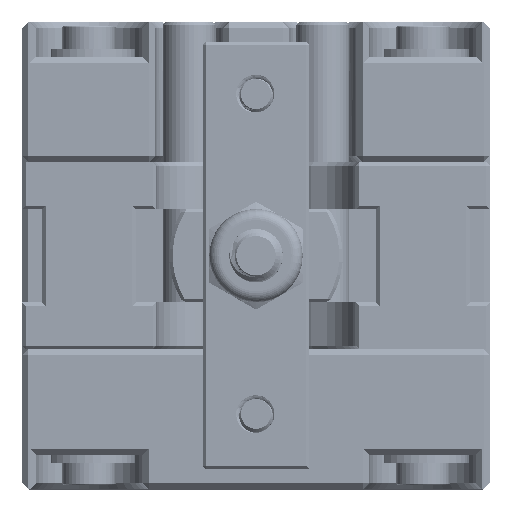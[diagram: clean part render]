
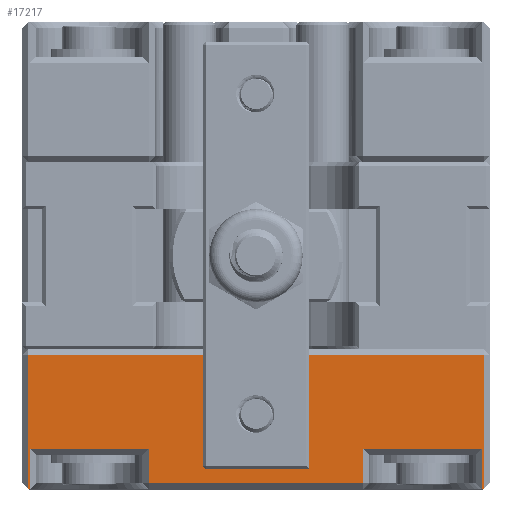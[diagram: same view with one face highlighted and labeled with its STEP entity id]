
A CAD part, front view. The second image highlights one B-rep face of the part: STEP entity #17217.
In plain terms, the highlighted planar face has unit normal (0, -1, 0).
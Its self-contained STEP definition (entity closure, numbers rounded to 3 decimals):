
#1678=PLANE('',#18447);
#2015=FACE_OUTER_BOUND('',#3068,.T.);
#3068=EDGE_LOOP('',(#11667,#11668,#11669,#11670,#11671,#11672,#11673,#11674,
#11675,#11676,#11677,#11678));
#4076=LINE('',#23546,#5247);
#4080=LINE('',#23553,#5251);
#4127=LINE('',#23665,#5298);
#4133=LINE('',#23677,#5304);
#4143=LINE('',#23698,#5314);
#4148=LINE('',#23711,#5319);
#4151=LINE('',#23716,#5322);
#4153=LINE('',#23720,#5324);
#4156=LINE('',#23725,#5327);
#4207=LINE('',#23831,#5378);
#4227=LINE('',#23874,#5398);
#4269=LINE('',#23957,#5440);
#5247=VECTOR('',#19706,10.);
#5251=VECTOR('',#19710,10.);
#5298=VECTOR('',#19817,10.);
#5304=VECTOR('',#19827,10.);
#5314=VECTOR('',#19849,10.);
#5319=VECTOR('',#19864,10.);
#5322=VECTOR('',#19869,10.);
#5324=VECTOR('',#19873,10.);
#5327=VECTOR('',#19878,10.);
#5378=VECTOR('',#19975,10.);
#5398=VECTOR('',#20015,10.);
#5440=VECTOR('',#20103,10.);
#6693=VERTEX_POINT('',#23531);
#6699=VERTEX_POINT('',#23543);
#6700=VERTEX_POINT('',#23545);
#6703=VERTEX_POINT('',#23551);
#6738=VERTEX_POINT('',#23664);
#6739=VERTEX_POINT('',#23668);
#6742=VERTEX_POINT('',#23676);
#6746=VERTEX_POINT('',#23692);
#6750=VERTEX_POINT('',#23710);
#6752=VERTEX_POINT('',#23719);
#6774=VERTEX_POINT('',#23791);
#6783=VERTEX_POINT('',#23824);
#8428=EDGE_CURVE('',#6699,#6700,#4076,.T.);
#8432=EDGE_CURVE('',#6703,#6693,#4080,.T.);
#8488=EDGE_CURVE('',#6693,#6738,#4127,.T.);
#8494=EDGE_CURVE('',#6739,#6742,#4133,.T.);
#8505=EDGE_CURVE('',#6746,#6739,#4143,.T.);
#8511=EDGE_CURVE('',#6750,#6746,#4148,.T.);
#8514=EDGE_CURVE('',#6738,#6750,#4151,.T.);
#8516=EDGE_CURVE('',#6752,#6699,#4153,.T.);
#8519=EDGE_CURVE('',#6742,#6752,#4156,.T.);
#8572=EDGE_CURVE('',#6700,#6774,#4207,.T.);
#8594=EDGE_CURVE('',#6783,#6703,#4227,.T.);
#8638=EDGE_CURVE('',#6774,#6783,#4269,.T.);
#11667=ORIENTED_EDGE('',*,*,#8488,.F.);
#11668=ORIENTED_EDGE('',*,*,#8432,.F.);
#11669=ORIENTED_EDGE('',*,*,#8594,.F.);
#11670=ORIENTED_EDGE('',*,*,#8638,.F.);
#11671=ORIENTED_EDGE('',*,*,#8572,.F.);
#11672=ORIENTED_EDGE('',*,*,#8428,.F.);
#11673=ORIENTED_EDGE('',*,*,#8516,.F.);
#11674=ORIENTED_EDGE('',*,*,#8519,.F.);
#11675=ORIENTED_EDGE('',*,*,#8494,.F.);
#11676=ORIENTED_EDGE('',*,*,#8505,.F.);
#11677=ORIENTED_EDGE('',*,*,#8511,.F.);
#11678=ORIENTED_EDGE('',*,*,#8514,.F.);
#17217=ADVANCED_FACE('',(#2015),#1678,.F.);
#18447=AXIS2_PLACEMENT_3D('',#24033,#20207,#20208);
#19706=DIRECTION('',(-1.,0.,0.));
#19710=DIRECTION('',(-1.,0.,0.));
#19817=DIRECTION('',(0.,0.,1.));
#19827=DIRECTION('',(0.,0.,1.));
#19849=DIRECTION('',(-1.,0.,0.));
#19864=DIRECTION('',(0.,0.,-1.));
#19869=DIRECTION('',(-1.,0.,0.));
#19873=DIRECTION('',(0.,0.,-1.));
#19878=DIRECTION('',(-1.,0.,0.));
#19975=DIRECTION('',(0.,0.,1.));
#20015=DIRECTION('',(0.,0.,-1.));
#20103=DIRECTION('',(1.,0.,0.));
#20207=DIRECTION('center_axis',(0.,1.,0.));
#20208=DIRECTION('ref_axis',(1.,0.,0.));
#23531=CARTESIAN_POINT('',(34.45,0.,-35.));
#23543=CARTESIAN_POINT('',(0.55,0.,-35.));
#23545=CARTESIAN_POINT('',(0.45,0.,-35.));
#23546=CARTESIAN_POINT('',(35.,0.,-35.));
#23551=CARTESIAN_POINT('',(34.55,0.,-35.));
#23553=CARTESIAN_POINT('',(35.,0.,-35.));
#23664=CARTESIAN_POINT('',(34.45,0.,-31.95));
#23665=CARTESIAN_POINT('',(34.45,0.,-26.25));
#23668=CARTESIAN_POINT('',(9.45,0.,-34.55));
#23676=CARTESIAN_POINT('',(9.45,0.,-31.95));
#23677=CARTESIAN_POINT('',(9.45,0.,-26.25));
#23692=CARTESIAN_POINT('',(25.55,0.,-34.55));
#23698=CARTESIAN_POINT('',(26.25,0.,-34.55));
#23710=CARTESIAN_POINT('',(25.55,0.,-31.95));
#23711=CARTESIAN_POINT('',(25.55,0.,-26.25));
#23716=CARTESIAN_POINT('',(23.75,0.,-31.95));
#23719=CARTESIAN_POINT('',(0.55,0.,-31.95));
#23720=CARTESIAN_POINT('',(0.55,0.,-26.25));
#23725=CARTESIAN_POINT('',(11.25,0.,-31.95));
#23791=CARTESIAN_POINT('',(0.45,0.,-24.95));
#23824=CARTESIAN_POINT('',(34.55,0.,-24.95));
#23831=CARTESIAN_POINT('',(0.45,0.,-26.25));
#23874=CARTESIAN_POINT('',(34.55,0.,-8.75));
#23957=CARTESIAN_POINT('',(26.25,0.,-24.95));
#24033=CARTESIAN_POINT('Origin',(17.5,0.,-17.5));
